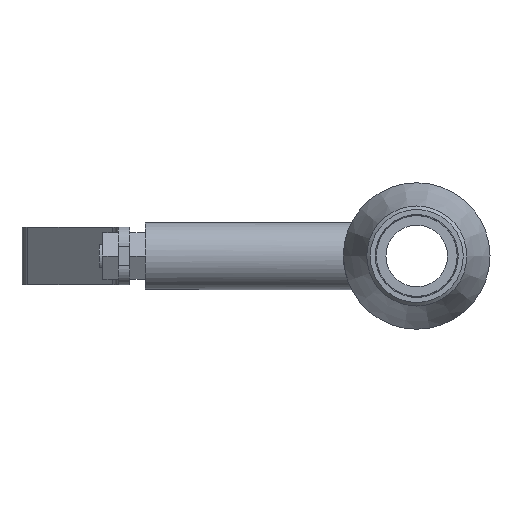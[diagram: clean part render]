
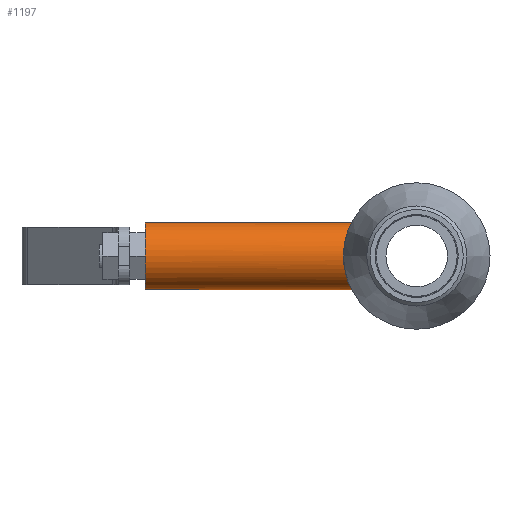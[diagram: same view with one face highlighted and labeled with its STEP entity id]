
A CAD part, left-side view. The second image highlights one B-rep face of the part: STEP entity #1197.
In plain terms, the highlighted cylindrical face has radius 17.5 mm (diameter 35 mm), a full revolution.
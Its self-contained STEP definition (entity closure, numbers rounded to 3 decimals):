
#1108=CARTESIAN_POINT('',(130.0,141.0,0.0));
#1109=DIRECTION('',(0.0,-1.0,0.0));
#1110=DIRECTION('',(1.0,0.0,0.0));
#1111=AXIS2_PLACEMENT_3D('',#1108,#1109,#1110);
#1112=CYLINDRICAL_SURFACE('',#1111,17.5);
#1113=CARTESIAN_POINT('',(112.5,141.0,0.));
#1114=VERTEX_POINT('',#1113);
#1115=CARTESIAN_POINT('',(130.0,141.0,0.0));
#1116=DIRECTION('',(0.0,-1.0,0.0));
#1117=DIRECTION('',(1.0,0.0,0.0));
#1118=AXIS2_PLACEMENT_3D('',#1115,#1116,#1117);
#1119=CIRCLE('',#1118,17.5);
#1120=EDGE_CURVE('',#1114,#1114,#1119,.T.);
#1121=ORIENTED_EDGE('',*,*,#1120,.T.);
#1122=EDGE_LOOP('',(#1121));
#1123=FACE_OUTER_BOUND('',#1122,.T.);
#1124=CARTESIAN_POINT('',(130.0,33.787,-17.5));
#1125=VERTEX_POINT('',#1124);
#1126=CARTESIAN_POINT('',(130.0,33.787,-17.5));
#1127=CARTESIAN_POINT('',(131.118,33.787,-17.5));
#1128=CARTESIAN_POINT('',(132.268,33.844,-17.391));
#1129=CARTESIAN_POINT('',(134.543,34.072,-16.94));
#1130=CARTESIAN_POINT('',(135.669,34.243,-16.597));
#1131=CARTESIAN_POINT('',(137.818,34.664,-15.7));
#1132=CARTESIAN_POINT('',(138.844,34.913,-15.144));
#1133=CARTESIAN_POINT('',(140.738,35.441,-13.865));
#1134=CARTESIAN_POINT('',(141.606,35.717,-13.143));
#1135=CARTESIAN_POINT('',(143.141,36.245,-11.607));
#1136=CARTESIAN_POINT('',(143.864,36.516,-10.74));
#1137=CARTESIAN_POINT('',(145.143,37.02,-8.846));
#1138=CARTESIAN_POINT('',(145.7,37.254,-7.819));
#1139=CARTESIAN_POINT('',(146.598,37.641,-5.667));
#1140=CARTESIAN_POINT('',(146.94,37.795,-4.541));
#1141=CARTESIAN_POINT('',(147.391,38.,-2.265));
#1142=CARTESIAN_POINT('',(147.5,38.05,-1.116));
#1143=CARTESIAN_POINT('',(147.5,38.05,1.116));
#1144=CARTESIAN_POINT('',(147.391,38.,2.265));
#1145=CARTESIAN_POINT('',(146.94,37.795,4.541));
#1146=CARTESIAN_POINT('',(146.598,37.641,5.667));
#1147=CARTESIAN_POINT('',(145.7,37.254,7.819));
#1148=CARTESIAN_POINT('',(145.143,37.02,8.846));
#1149=CARTESIAN_POINT('',(143.864,36.516,10.74));
#1150=CARTESIAN_POINT('',(143.141,36.245,11.607));
#1151=CARTESIAN_POINT('',(141.606,35.717,13.143));
#1152=CARTESIAN_POINT('',(140.738,35.441,13.865));
#1153=CARTESIAN_POINT('',(138.844,34.913,15.144));
#1154=CARTESIAN_POINT('',(137.818,34.664,15.7));
#1155=CARTESIAN_POINT('',(135.669,34.243,16.597));
#1156=CARTESIAN_POINT('',(134.543,34.072,16.94));
#1157=CARTESIAN_POINT('',(132.268,33.844,17.391));
#1158=CARTESIAN_POINT('',(131.118,33.787,17.5));
#1159=CARTESIAN_POINT('',(128.882,33.787,17.5));
#1160=CARTESIAN_POINT('',(127.732,33.844,17.391));
#1161=CARTESIAN_POINT('',(125.457,34.072,16.94));
#1162=CARTESIAN_POINT('',(124.331,34.243,16.597));
#1163=CARTESIAN_POINT('',(122.182,34.664,15.7));
#1164=CARTESIAN_POINT('',(121.156,34.913,15.144));
#1165=CARTESIAN_POINT('',(119.262,35.441,13.865));
#1166=CARTESIAN_POINT('',(118.394,35.717,13.143));
#1167=CARTESIAN_POINT('',(116.859,36.245,11.607));
#1168=CARTESIAN_POINT('',(116.136,36.516,10.74));
#1169=CARTESIAN_POINT('',(114.857,37.02,8.846));
#1170=CARTESIAN_POINT('',(114.3,37.254,7.819));
#1171=CARTESIAN_POINT('',(113.402,37.641,5.667));
#1172=CARTESIAN_POINT('',(113.06,37.795,4.541));
#1173=CARTESIAN_POINT('',(112.609,38.,2.265));
#1174=CARTESIAN_POINT('',(112.5,38.05,1.116));
#1175=CARTESIAN_POINT('',(112.5,38.05,-1.116));
#1176=CARTESIAN_POINT('',(112.609,38.,-2.265));
#1177=CARTESIAN_POINT('',(113.06,37.795,-4.541));
#1178=CARTESIAN_POINT('',(113.402,37.641,-5.667));
#1179=CARTESIAN_POINT('',(114.3,37.254,-7.819));
#1180=CARTESIAN_POINT('',(114.857,37.02,-8.846));
#1181=CARTESIAN_POINT('',(116.136,36.516,-10.74));
#1182=CARTESIAN_POINT('',(116.859,36.245,-11.607));
#1183=CARTESIAN_POINT('',(118.394,35.717,-13.143));
#1184=CARTESIAN_POINT('',(119.262,35.441,-13.865));
#1185=CARTESIAN_POINT('',(121.156,34.913,-15.144));
#1186=CARTESIAN_POINT('',(122.182,34.664,-15.7));
#1187=CARTESIAN_POINT('',(124.331,34.243,-16.597));
#1188=CARTESIAN_POINT('',(125.457,34.072,-16.94));
#1189=CARTESIAN_POINT('',(127.732,33.844,-17.391));
#1190=CARTESIAN_POINT('',(128.882,33.787,-17.5));
#1191=CARTESIAN_POINT('',(130.0,33.787,-17.5));
#1192=B_SPLINE_CURVE_WITH_KNOTS('',3,(#1126,#1127,#1128,#1129,#1130,#1131,#1132,#1133,#1134,#1135,#1136,#1137,#1138,#1139,#1140,#1141,#1142,#1143,#1144,#1145,#1146,#1147,#1148,#1149,#1150,#1151,#1152,#1153,#1154,#1155,#1156,#1157,#1158,#1159,#1160,#1161,#1162,#1163,#1164,#1165,#1166,#1167,#1168,#1169,#1170,#1171,#1172,#1173,#1174,#1175,#1176,#1177,#1178,#1179,#1180,#1181,#1182,#1183,#1184,#1185,#1186,#1187,#1188,#1189,#1190,#1191),.UNSPECIFIED.,.T.,.U.,(4,2,2,2,2,2,2,2,2,2,2,2,2,2,2,2,2,2,2,2,2,2,2,2,2,2,2,2,2,2,2,2,4),(0.0,0.335,0.671,1.006,1.342,1.677,2.012,2.347,2.681,3.016,3.351,3.686,4.021,4.356,4.692,5.027,5.363,5.698,6.034,6.369,6.705,7.04,7.374,7.709,8.044,8.379,8.714,9.049,9.384,9.719,10.055,10.39,10.726),.UNSPECIFIED.);
#1193=EDGE_CURVE('',#1125,#1125,#1192,.T.);
#1194=ORIENTED_EDGE('',*,*,#1193,.F.);
#1195=EDGE_LOOP('',(#1194));
#1196=FACE_BOUND('',#1195,.T.);
#1197=ADVANCED_FACE('',(#1123,#1196),#1112,.T.);
